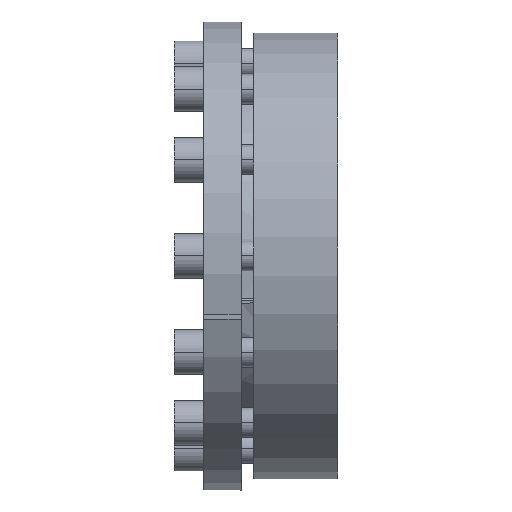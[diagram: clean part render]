
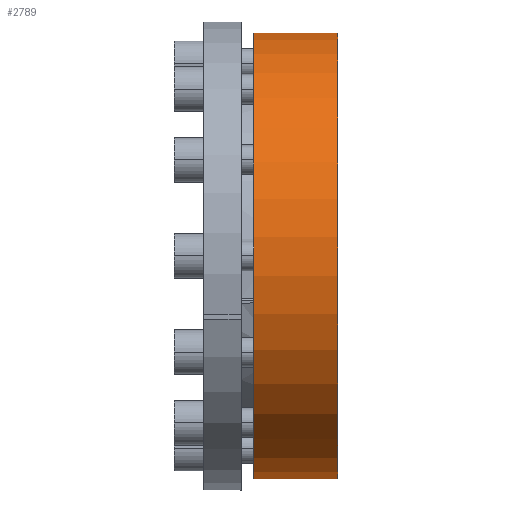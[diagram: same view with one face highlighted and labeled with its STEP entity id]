
A CAD part, front view. The second image highlights one B-rep face of the part: STEP entity #2789.
In plain terms, the highlighted cylindrical face has radius 90 mm (diameter 180 mm), a partial arc.
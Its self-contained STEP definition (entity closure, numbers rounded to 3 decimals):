
#2140=CARTESIAN_POINT('',(0.,0.,0.));
#2141=DIRECTION('',(-1.,0.,0.));
#2142=DIRECTION('',(0.,-0.969,-0.248));
#2143=AXIS2_PLACEMENT_3D('',#2140,#2141,#2142);
#2145=CARTESIAN_POINT('',(34.,0.,0.));
#2146=DIRECTION('',(1.,0.,0.));
#2147=DIRECTION('',(0.,-0.963,-0.27));
#2148=AXIS2_PLACEMENT_3D('',#2145,#2146,#2147);
#2150=DIRECTION('',(1.,0.,0.));
#2151=VECTOR('',#2150,34.);
#2152=CARTESIAN_POINT('',(0.,-86.669,-24.258));
#2153=LINE('',#2152,#2151);
#2172=DIRECTION('',(1.,0.,0.));
#2173=VECTOR('',#2172,34.);
#2174=CARTESIAN_POINT('',(0.,-87.187,-22.326));
#2175=LINE('',#2174,#2173);
#2208=CARTESIAN_POINT('',(0.,-87.187,-22.326));
#2209=CARTESIAN_POINT('',(0.,-86.669,-24.258));
#2210=VERTEX_POINT('',#2208);
#2211=VERTEX_POINT('',#2209);
#2220=CARTESIAN_POINT('',(34.,-86.669,-24.258));
#2221=VERTEX_POINT('',#2220);
#2222=CARTESIAN_POINT('',(34.,-87.187,-22.326));
#2223=VERTEX_POINT('',#2222);
#2776=CARTESIAN_POINT('',(-1.7,0.,0.));
#2777=DIRECTION('',(1.,0.,0.));
#2778=DIRECTION('',(0.,1.,0.));
#2779=AXIS2_PLACEMENT_3D('',#2776,#2777,#2778);
#2780=CYLINDRICAL_SURFACE('',#2779,90.);
#2781=ORIENTED_EDGE('',*,*,#2396,.T.);
#2783=ORIENTED_EDGE('',*,*,#2782,.T.);
#2784=ORIENTED_EDGE('',*,*,#2297,.T.);
#2786=ORIENTED_EDGE('',*,*,#2785,.F.);
#2787=EDGE_LOOP('',(#2781,#2783,#2784,#2786));
#2788=FACE_OUTER_BOUND('',#2787,.F.);
#2789=ADVANCED_FACE('',(#2788),#2780,.T.);
#2144=CIRCLE('',#2143,90.);
#2149=CIRCLE('',#2148,90.);
#2297=EDGE_CURVE('',#2221,#2223,#2149,.T.);
#2396=EDGE_CURVE('',#2210,#2211,#2144,.T.);
#2782=EDGE_CURVE('',#2211,#2221,#2153,.T.);
#2785=EDGE_CURVE('',#2210,#2223,#2175,.T.);
